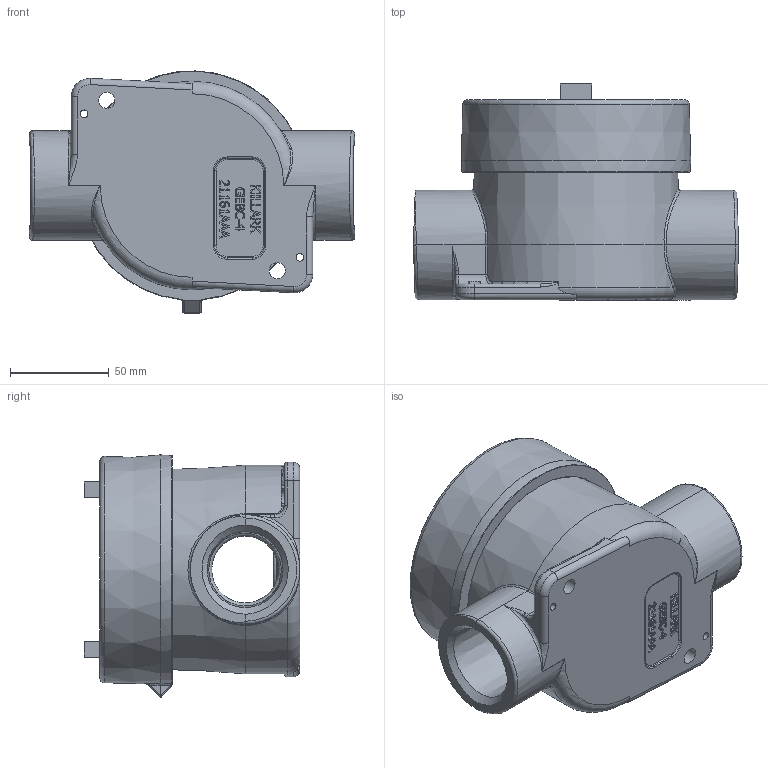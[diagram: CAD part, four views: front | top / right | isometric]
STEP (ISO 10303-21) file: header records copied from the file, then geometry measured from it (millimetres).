
FILE_DESCRIPTION(/* description */ (''),/* implementation_level */ '2;1');
FILE_NAME(/* name */ 'KIL_GEBC-4.stp',/* time_stamp */ '2021-02-10T16:18:10+06:00',/* author */ ('kr'),/* organization */ (''),/* preprocessor_version */ 'ST-DEVELOPER v18',/* originating_system */ 'Autodesk Inventor 2020',/* authorisation */ '');
FILE_SCHEMA (('AUTOMOTIVE_DESIGN { 1 0 10303 214 3 1 1 }'));
Length unit declared in the file: inch
Products named in the file (3): GEBC-4; 21161; 21147-override
Assembly tree (2 placements, depth 2):
  GEBC-4
    21161
    21147-override
Bounding box: 165.1 x 109.47 x 122.91 mm (x, y, z)
Volume: 576410.8 mm3; surface area: 129733.3 mm2
Topology: 2 solids, 2 shells, 836 faces, 2187 edges, 1387 vertices
Faces by surface type: plane 412, bspline 256, cylinder 91, torus 54, cone 13, sphere 10
Full cylindrical faces by diameter (mm): 3.886 x2, 8.153 x2, 33.884 x2, 97.104 x1, 102.743 x1
Entity records: 53786 total; most frequent: CARTESIAN_POINT 34704, ORIENTED_EDGE 4342, DIRECTION 3219, EDGE_CURVE 2171, VERTEX_POINT 1387, LINE 1259, VECTOR 1259, AXIS2_PLACEMENT_3D 980
